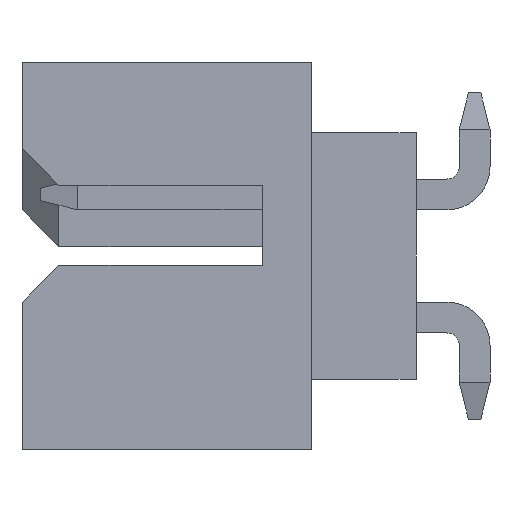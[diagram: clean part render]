
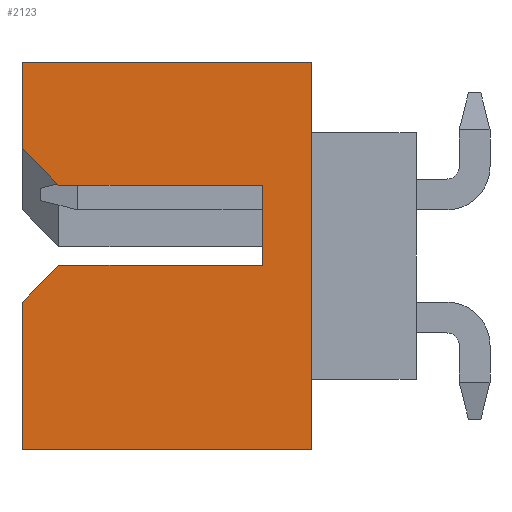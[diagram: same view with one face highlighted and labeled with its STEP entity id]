
A CAD part, left-side view. The second image highlights one B-rep face of the part: STEP entity #2123.
In plain terms, the highlighted planar face has unit normal (-1, 0, 0).
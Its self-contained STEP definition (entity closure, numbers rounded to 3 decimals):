
#1=DIRECTION('',(0.,-1.,0.));
#2=VECTOR('',#1,4.7);
#3=CARTESIAN_POINT('',(-3.325,3.2,-3.15));
#4=LINE('',#3,#2);
#17=DIRECTION('',(0.,0.707,-0.707));
#18=VECTOR('',#17,0.849);
#19=CARTESIAN_POINT('',(-3.325,2.6,-0.15));
#20=LINE('',#19,#18);
#21=DIRECTION('',(0.,-1.,0.));
#22=VECTOR('',#21,3.3);
#23=CARTESIAN_POINT('',(-3.325,2.6,-0.15));
#24=LINE('',#23,#22);
#25=DIRECTION('',(0.,0.,-1.));
#26=VECTOR('',#25,1.3);
#27=CARTESIAN_POINT('',(-3.325,-0.7,1.15));
#28=LINE('',#27,#26);
#29=DIRECTION('',(0.,-1.,0.));
#30=VECTOR('',#29,3.3);
#31=CARTESIAN_POINT('',(-3.325,2.6,1.15));
#32=LINE('',#31,#30);
#33=DIRECTION('',(0.,-0.707,-0.707));
#34=VECTOR('',#33,0.849);
#35=CARTESIAN_POINT('',(-3.325,3.2,1.75));
#36=LINE('',#35,#34);
#37=DIRECTION('',(0.,0.,1.));
#38=VECTOR('',#37,1.4);
#39=CARTESIAN_POINT('',(-3.325,3.2,1.75));
#40=LINE('',#39,#38);
#41=DIRECTION('',(0.,0.,1.));
#42=VECTOR('',#41,6.3);
#43=CARTESIAN_POINT('',(-3.325,-1.5,-3.15));
#44=LINE('',#43,#42);
#45=DIRECTION('',(0.,0.,1.));
#46=VECTOR('',#45,2.4);
#47=CARTESIAN_POINT('',(-3.325,3.2,-3.15));
#48=LINE('',#47,#46);
#565=DIRECTION('',(0.,-1.,0.));
#566=VECTOR('',#565,4.7);
#567=CARTESIAN_POINT('',(-3.325,3.2,3.15));
#568=LINE('',#567,#566);
#1586=CARTESIAN_POINT('',(-3.325,3.2,-3.15));
#1588=VERTEX_POINT('',#1586);
#1590=CARTESIAN_POINT('',(-3.325,3.2,3.15));
#1592=VERTEX_POINT('',#1590);
#1609=CARTESIAN_POINT('',(-3.325,-1.5,-3.15));
#1610=VERTEX_POINT('',#1609);
#1613=CARTESIAN_POINT('',(-3.325,-1.5,3.15));
#1614=VERTEX_POINT('',#1613);
#1653=CARTESIAN_POINT('',(-3.325,-0.7,1.15));
#1654=CARTESIAN_POINT('',(-3.325,-0.7,-0.15));
#1655=VERTEX_POINT('',#1653);
#1656=VERTEX_POINT('',#1654);
#1833=CARTESIAN_POINT('',(-3.325,2.6,-0.15));
#1834=CARTESIAN_POINT('',(-3.325,3.2,-0.75));
#1835=VERTEX_POINT('',#1833);
#1836=VERTEX_POINT('',#1834);
#1877=CARTESIAN_POINT('',(-3.325,3.2,1.75));
#1878=CARTESIAN_POINT('',(-3.325,2.6,1.15));
#1879=VERTEX_POINT('',#1877);
#1880=VERTEX_POINT('',#1878);
#2097=CARTESIAN_POINT('',(-3.325,3.2,-3.15));
#2098=DIRECTION('',(-1.,0.,0.));
#2099=DIRECTION('',(0.,-1.,0.));
#2100=AXIS2_PLACEMENT_3D('',#2097,#2098,#2099);
#2101=PLANE('',#2100);
#2103=ORIENTED_EDGE('',*,*,#2102,.F.);
#2105=ORIENTED_EDGE('',*,*,#2104,.T.);
#2107=ORIENTED_EDGE('',*,*,#2106,.F.);
#2109=ORIENTED_EDGE('',*,*,#2108,.F.);
#2111=ORIENTED_EDGE('',*,*,#2110,.F.);
#2113=ORIENTED_EDGE('',*,*,#2112,.T.);
#2115=ORIENTED_EDGE('',*,*,#2114,.T.);
#2117=ORIENTED_EDGE('',*,*,#2116,.F.);
#2118=ORIENTED_EDGE('',*,*,#2086,.F.);
#2120=ORIENTED_EDGE('',*,*,#2119,.T.);
#2121=EDGE_LOOP('',(#2103,#2105,#2107,#2109,#2111,#2113,#2115,#2117,#2118,
#2120));
#2122=FACE_OUTER_BOUND('',#2121,.F.);
#2123=ADVANCED_FACE('',(#2122),#2101,.T.);
#2086=EDGE_CURVE('',#1588,#1610,#4,.T.);
#2102=EDGE_CURVE('',#1835,#1836,#20,.T.);
#2104=EDGE_CURVE('',#1835,#1656,#24,.T.);
#2106=EDGE_CURVE('',#1655,#1656,#28,.T.);
#2108=EDGE_CURVE('',#1880,#1655,#32,.T.);
#2110=EDGE_CURVE('',#1879,#1880,#36,.T.);
#2112=EDGE_CURVE('',#1879,#1592,#40,.T.);
#2114=EDGE_CURVE('',#1592,#1614,#568,.T.);
#2116=EDGE_CURVE('',#1610,#1614,#44,.T.);
#2119=EDGE_CURVE('',#1588,#1836,#48,.T.);
